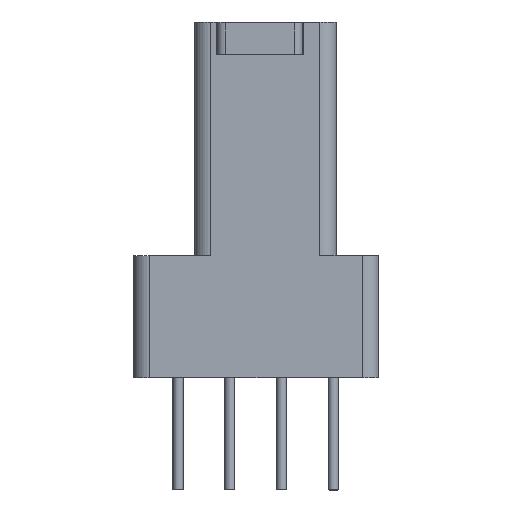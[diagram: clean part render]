
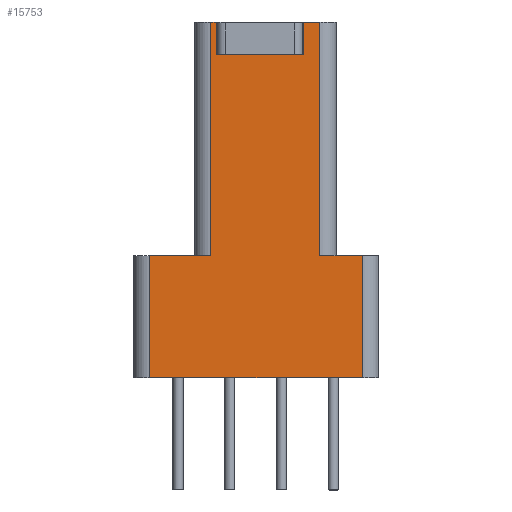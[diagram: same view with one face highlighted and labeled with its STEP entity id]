
A CAD part, left-side view. The second image highlights one B-rep face of the part: STEP entity #15753.
In plain terms, the highlighted planar face has unit normal (-1, 0, 0).
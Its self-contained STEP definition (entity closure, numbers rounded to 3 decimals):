
#1222 = DIRECTION ( 'NONE',  ( 0., 0., -1. ) ) ;
#1633 = VERTEX_POINT ( 'NONE', #35219 ) ;
#2057 = DIRECTION ( 'NONE',  ( 0., 0., 1. ) ) ;
#2673 = VECTOR ( 'NONE', #6274, 1000. ) ;
#4124 = PLANE ( 'NONE',  #5396 ) ;
#4334 = CARTESIAN_POINT ( 'NONE',  ( -6.72, -0.93, 4.94 ) ) ;
#4341 = DIRECTION ( 'NONE',  ( 0., 1., 0. ) ) ;
#4517 = VECTOR ( 'NONE', #39661, 1000. ) ;
#4545 = CARTESIAN_POINT ( 'NONE',  ( -6.72, -0.93, 4.94 ) ) ;
#4601 = VECTOR ( 'NONE', #30648, 1000. ) ;
#5396 = AXIS2_PLACEMENT_3D ( 'NONE', #14343, #41483, #4341 ) ;
#5609 = LINE ( 'NONE', #20419, #4601 ) ;
#6274 = DIRECTION ( 'NONE',  ( 0., 0., 1. ) ) ;
#7215 = ORIENTED_EDGE ( 'NONE', *, *, #14947, .T. ) ;
#7971 = LINE ( 'NONE', #35530, #32237 ) ;
#8233 = ORIENTED_EDGE ( 'NONE', *, *, #24429, .F. ) ;
#8478 = EDGE_CURVE ( 'NONE', #25090, #10365, #16762, .T. ) ;
#8795 = ORIENTED_EDGE ( 'NONE', *, *, #9281, .T. ) ;
#8962 = VERTEX_POINT ( 'NONE', #29951 ) ;
#9198 = CARTESIAN_POINT ( 'NONE',  ( -6.72, 2.84, -3. ) ) ;
#9281 = EDGE_CURVE ( 'NONE', #1633, #10706, #26497, .T. ) ;
#9666 = DIRECTION ( 'NONE',  ( 0., 0., 1. ) ) ;
#10365 = VERTEX_POINT ( 'NONE', #19568 ) ;
#10460 = LINE ( 'NONE', #20237, #16299 ) ;
#10490 = VECTOR ( 'NONE', #9666, 1000. ) ;
#10706 = VERTEX_POINT ( 'NONE', #17942 ) ;
#12105 = LINE ( 'NONE', #9198, #4517 ) ;
#12140 = ORIENTED_EDGE ( 'NONE', *, *, #14640, .F. ) ;
#12301 = LINE ( 'NONE', #39634, #13719 ) ;
#13642 = EDGE_CURVE ( 'NONE', #41632, #18436, #5609, .T. ) ;
#13719 = VECTOR ( 'NONE', #2057, 1000. ) ;
#14343 = CARTESIAN_POINT ( 'NONE',  ( -6.72, 1.74, 5.74 ) ) ;
#14568 = DIRECTION ( 'NONE',  ( 0., 1., 0. ) ) ;
#14640 = EDGE_CURVE ( 'NONE', #33688, #29058, #15717, .T. ) ;
#14795 = LINE ( 'NONE', #38804, #30189 ) ;
#14947 = EDGE_CURVE ( 'NONE', #8962, #43346, #14795, .T. ) ;
#15717 = LINE ( 'NONE', #42203, #26670 ) ;
#15753 = ADVANCED_FACE ( 'NONE', ( #28128 ), #4124, .F. ) ;
#16299 = VECTOR ( 'NONE', #30689, 1000. ) ;
#16762 = LINE ( 'NONE', #26767, #10490 ) ;
#16769 = LINE ( 'NONE', #30331, #18385 ) ;
#17942 = CARTESIAN_POINT ( 'NONE',  ( -6.72, -1.34, 5.74 ) ) ;
#18385 = VECTOR ( 'NONE', #38112, 1000. ) ;
#18436 = VERTEX_POINT ( 'NONE', #4334 ) ;
#19166 = VERTEX_POINT ( 'NONE', #42859 ) ;
#19568 = CARTESIAN_POINT ( 'NONE',  ( -6.72, -2.38, 0. ) ) ;
#19817 = EDGE_CURVE ( 'NONE', #41632, #29058, #12301, .T. ) ;
#20152 = CARTESIAN_POINT ( 'NONE',  ( -6.72, 1.21, 5.74 ) ) ;
#20237 = CARTESIAN_POINT ( 'NONE',  ( -6.72, 2.84, -3. ) ) ;
#20419 = CARTESIAN_POINT ( 'NONE',  ( -6.72, 1.21, 4.94 ) ) ;
#22097 = ORIENTED_EDGE ( 'NONE', *, *, #39644, .T. ) ;
#24098 = ORIENTED_EDGE ( 'NONE', *, *, #28241, .F. ) ;
#24429 = EDGE_CURVE ( 'NONE', #39275, #43346, #10460, .T. ) ;
#25090 = VERTEX_POINT ( 'NONE', #32358 ) ;
#25364 = ORIENTED_EDGE ( 'NONE', *, *, #43260, .T. ) ;
#26283 = VECTOR ( 'NONE', #28341, 1000. ) ;
#26497 = LINE ( 'NONE', #36734, #2673 ) ;
#26670 = VECTOR ( 'NONE', #39083, 1000. ) ;
#26767 = CARTESIAN_POINT ( 'NONE',  ( -6.72, -2.38, -3. ) ) ;
#28125 = LINE ( 'NONE', #31450, #42682 ) ;
#28128 = FACE_OUTER_BOUND ( 'NONE', #30019, .T. ) ;
#28241 = EDGE_CURVE ( 'NONE', #19166, #10706, #7971, .T. ) ;
#28341 = DIRECTION ( 'NONE',  ( 0., 0., 1. ) ) ;
#28411 = DIRECTION ( 'NONE',  ( 0., -1., 0. ) ) ;
#29003 = ORIENTED_EDGE ( 'NONE', *, *, #19817, .T. ) ;
#29058 = VERTEX_POINT ( 'NONE', #20152 ) ;
#29216 = LINE ( 'NONE', #4545, #26283 ) ;
#29951 = CARTESIAN_POINT ( 'NONE',  ( -6.72, 1.34, 0. ) ) ;
#30019 = EDGE_LOOP ( 'NONE', ( #31980, #29003, #12140, #25364, #7215, #8233, #37653, #40352, #22097, #8795, #24098, #38268 ) ) ;
#30189 = VECTOR ( 'NONE', #14568, 1000. ) ;
#30331 = CARTESIAN_POINT ( 'NONE',  ( -6.72, 2.84, 0. ) ) ;
#30648 = DIRECTION ( 'NONE',  ( 0., -1., 0. ) ) ;
#30689 = DIRECTION ( 'NONE',  ( 0., 0., 1. ) ) ;
#31450 = CARTESIAN_POINT ( 'NONE',  ( -6.72, 1.34, 5.74 ) ) ;
#31804 = EDGE_CURVE ( 'NONE', #25090, #39275, #12105, .T. ) ;
#31980 = ORIENTED_EDGE ( 'NONE', *, *, #13642, .F. ) ;
#32237 = VECTOR ( 'NONE', #28411, 1000. ) ;
#32358 = CARTESIAN_POINT ( 'NONE',  ( -6.72, -2.38, -3. ) ) ;
#32601 = CARTESIAN_POINT ( 'NONE',  ( -6.72, 1.34, 5.74 ) ) ;
#33688 = VERTEX_POINT ( 'NONE', #32601 ) ;
#35219 = CARTESIAN_POINT ( 'NONE',  ( -6.72, -1.34, 0. ) ) ;
#35530 = CARTESIAN_POINT ( 'NONE',  ( -6.72, 1.74, 5.74 ) ) ;
#36734 = CARTESIAN_POINT ( 'NONE',  ( -6.72, -1.34, 5.74 ) ) ;
#37653 = ORIENTED_EDGE ( 'NONE', *, *, #31804, .F. ) ;
#38112 = DIRECTION ( 'NONE',  ( 0., 1., 0. ) ) ;
#38268 = ORIENTED_EDGE ( 'NONE', *, *, #42281, .F. ) ;
#38396 = CARTESIAN_POINT ( 'NONE',  ( -6.72, 2.84, -3. ) ) ;
#38804 = CARTESIAN_POINT ( 'NONE',  ( -6.72, 2.84, 0. ) ) ;
#39083 = DIRECTION ( 'NONE',  ( 0., -1., 0. ) ) ;
#39275 = VERTEX_POINT ( 'NONE', #38396 ) ;
#39473 = CARTESIAN_POINT ( 'NONE',  ( -6.72, 2.84, 0. ) ) ;
#39634 = CARTESIAN_POINT ( 'NONE',  ( -6.72, 1.21, 4.94 ) ) ;
#39644 = EDGE_CURVE ( 'NONE', #10365, #1633, #16769, .T. ) ;
#39661 = DIRECTION ( 'NONE',  ( 0., 1., 0. ) ) ;
#40352 = ORIENTED_EDGE ( 'NONE', *, *, #8478, .T. ) ;
#41483 = DIRECTION ( 'NONE',  ( 1., 0., 0. ) ) ;
#41632 = VERTEX_POINT ( 'NONE', #43348 ) ;
#42203 = CARTESIAN_POINT ( 'NONE',  ( -6.72, 1.74, 5.74 ) ) ;
#42281 = EDGE_CURVE ( 'NONE', #18436, #19166, #29216, .T. ) ;
#42682 = VECTOR ( 'NONE', #1222, 1000. ) ;
#42859 = CARTESIAN_POINT ( 'NONE',  ( -6.72, -0.93, 5.74 ) ) ;
#43260 = EDGE_CURVE ( 'NONE', #33688, #8962, #28125, .T. ) ;
#43346 = VERTEX_POINT ( 'NONE', #39473 ) ;
#43348 = CARTESIAN_POINT ( 'NONE',  ( -6.72, 1.21, 4.94 ) ) ;
